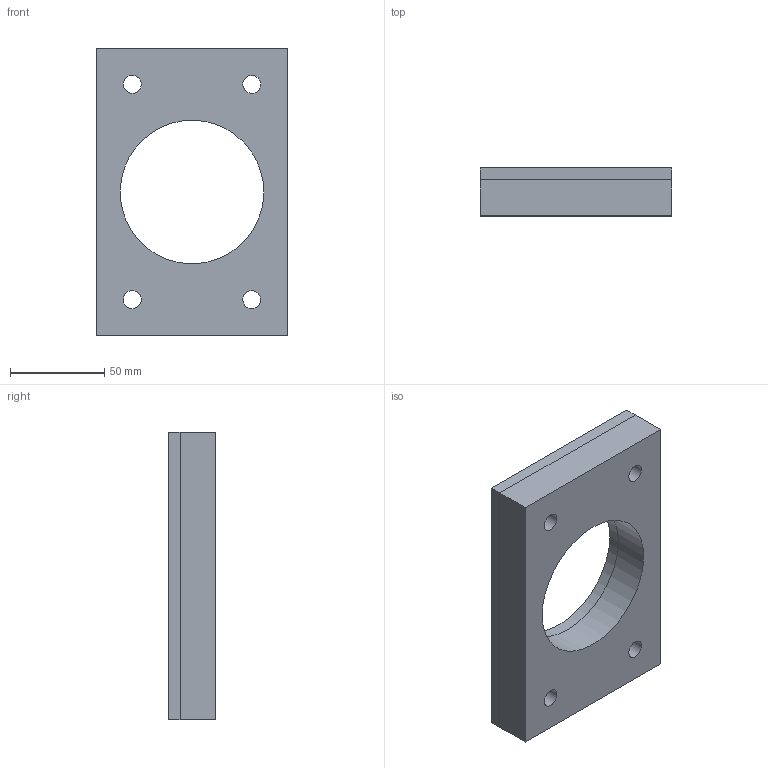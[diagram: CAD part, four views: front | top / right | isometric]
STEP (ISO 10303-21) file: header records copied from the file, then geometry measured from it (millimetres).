
FILE_DESCRIPTION((('zoo.dev export')), '2;1');
FILE_NAME('dump.step', '1970-01-01T00:00:00.0+00:00', ('Author unknown'), ('Organization unknown'), 'zoo.dev beta', 'zoo.dev', 'Authorization unknown');
FILE_SCHEMA(('AP203_CONFIGURATION_CONTROLLED_3D_DESIGN_OF_MECHANICAL_PARTS_AND_ASSEMBLIES_MIM_LF'));
Length unit declared in the file: metre
Products named in the file (2): UNIDENTIFIED_PRODUCT
Bounding box: 101.6 x 25.4 x 152.4 mm (x, y, z)
Volume: 350679.6 mm3; surface area: 53998.3 mm2
Topology: 2 solids, 2 shells, 22 faces, 44 edges, 36 vertices
Faces by surface type: plane 12, bspline 10
Entity records: 885 total; most frequent: CARTESIAN_POINT 442, ORIENTED_EDGE 88, EDGE_CURVE 54, DIRECTION 46, EDGE_LOOP 42, FACE_BOUND 42, VERTEX_POINT 36, VECTOR 34
